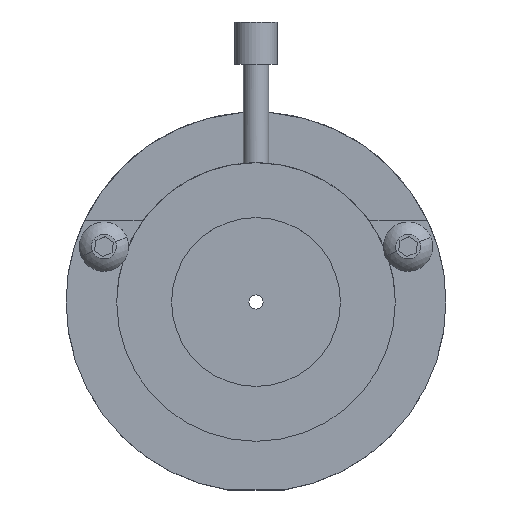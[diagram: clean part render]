
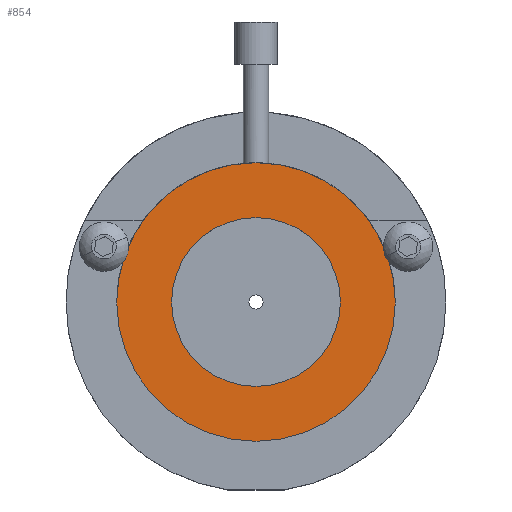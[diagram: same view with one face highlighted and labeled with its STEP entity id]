
A CAD part, top view. The second image highlights one B-rep face of the part: STEP entity #854.
In plain terms, the highlighted planar face has unit normal (0, 0, 1).
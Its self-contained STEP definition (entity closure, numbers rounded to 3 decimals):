
#32 = AXIS2_PLACEMENT_3D ( 'NONE', #758, #547, #1859 ) ;
#34 = CARTESIAN_POINT ( 'NONE',  ( -6., 0., 6. ) ) ;
#100 = CARTESIAN_POINT ( 'NONE',  ( 0., 0., 6. ) ) ;
#123 = CARTESIAN_POINT ( 'NONE',  ( 0., 0., 6. ) ) ;
#251 = VERTEX_POINT ( 'NONE', #1315 ) ;
#270 = CIRCLE ( 'NONE', #1218, 6. ) ;
#307 = ORIENTED_EDGE ( 'NONE', *, *, #2400, .T. ) ;
#540 = DIRECTION ( 'NONE',  ( 1., 0., 0. ) ) ;
#547 = DIRECTION ( 'NONE',  ( 0., 0., 1. ) ) ;
#563 = CARTESIAN_POINT ( 'NONE',  ( 0., 0., 6. ) ) ;
#631 = FACE_OUTER_BOUND ( 'NONE', #2765, .T. ) ;
#679 = CIRCLE ( 'NONE', #1876, 6. ) ;
#730 = FACE_BOUND ( 'NONE', #1440, .T. ) ;
#741 = DIRECTION ( 'NONE',  ( 1., 0., 0. ) ) ;
#758 = CARTESIAN_POINT ( 'NONE',  ( 0., 0., 6. ) ) ;
#854 = ADVANCED_FACE ( 'NONE', ( #730, #631 ), #1058, .T. ) ;
#1058 = PLANE ( 'NONE',  #2036 ) ;
#1104 = DIRECTION ( 'NONE',  ( 0., 0., 1. ) ) ;
#1218 = AXIS2_PLACEMENT_3D ( 'NONE', #100, #1443, #741 ) ;
#1277 = AXIS2_PLACEMENT_3D ( 'NONE', #563, #1104, #1877 ) ;
#1297 = ORIENTED_EDGE ( 'NONE', *, *, #2819, .F. ) ;
#1315 = CARTESIAN_POINT ( 'NONE',  ( 6., 0., 6. ) ) ;
#1374 = EDGE_CURVE ( 'NONE', #2583, #1942, #2260, .T. ) ;
#1386 = ORIENTED_EDGE ( 'NONE', *, *, #1374, .T. ) ;
#1440 = EDGE_LOOP ( 'NONE', ( #1297, #2467 ) ) ;
#1443 = DIRECTION ( 'NONE',  ( 0., 0., 1. ) ) ;
#1569 = CIRCLE ( 'NONE', #1277, 9.9 ) ;
#1644 = DIRECTION ( 'NONE',  ( 0., 0., 1. ) ) ;
#1703 = EDGE_CURVE ( 'NONE', #2797, #251, #679, .T. ) ;
#1739 = CARTESIAN_POINT ( 'NONE',  ( 9.9, 0., 6. ) ) ;
#1859 = DIRECTION ( 'NONE',  ( 1., 0., 0. ) ) ;
#1876 = AXIS2_PLACEMENT_3D ( 'NONE', #123, #2519, #540 ) ;
#1877 = DIRECTION ( 'NONE',  ( 1., 0., 0. ) ) ;
#1942 = VERTEX_POINT ( 'NONE', #2229 ) ;
#1949 = DIRECTION ( 'NONE',  ( 1., 0., 0. ) ) ;
#2036 = AXIS2_PLACEMENT_3D ( 'NONE', #2175, #1644, #1949 ) ;
#2175 = CARTESIAN_POINT ( 'NONE',  ( 0., 0., 6. ) ) ;
#2229 = CARTESIAN_POINT ( 'NONE',  ( -9.9, 0., 6. ) ) ;
#2260 = CIRCLE ( 'NONE', #32, 9.9 ) ;
#2400 = EDGE_CURVE ( 'NONE', #1942, #2583, #1569, .T. ) ;
#2467 = ORIENTED_EDGE ( 'NONE', *, *, #1703, .F. ) ;
#2519 = DIRECTION ( 'NONE',  ( 0., 0., 1. ) ) ;
#2583 = VERTEX_POINT ( 'NONE', #1739 ) ;
#2765 = EDGE_LOOP ( 'NONE', ( #307, #1386 ) ) ;
#2797 = VERTEX_POINT ( 'NONE', #34 ) ;
#2819 = EDGE_CURVE ( 'NONE', #251, #2797, #270, .T. ) ;
